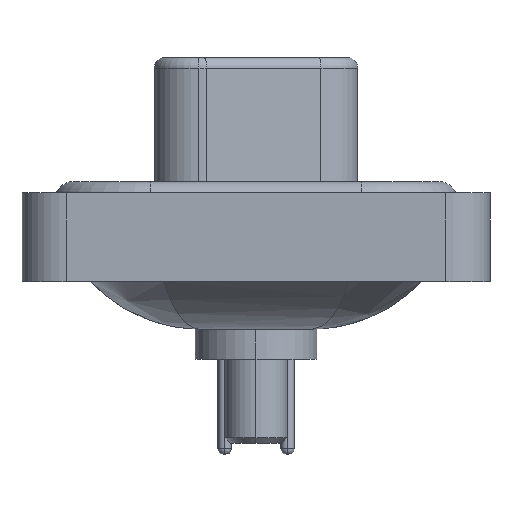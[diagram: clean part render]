
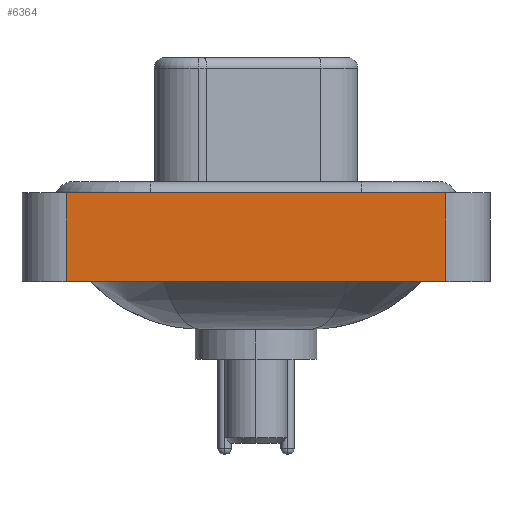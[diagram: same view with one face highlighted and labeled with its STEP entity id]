
A CAD part, left-side view. The second image highlights one B-rep face of the part: STEP entity #6364.
In plain terms, the highlighted planar face has unit normal (-1, 0, 0).
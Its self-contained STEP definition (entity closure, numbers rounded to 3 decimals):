
#210 = EDGE_LOOP ( 'NONE', ( #14409, #4231, #3898, #4828 ) ) ;
#701 = DIRECTION ( 'NONE',  ( 0., 0., 1. ) ) ;
#887 = CARTESIAN_POINT ( 'NONE',  ( -7.3, -8.55, 0.4 ) ) ;
#904 = LINE ( 'NONE', #18785, #15491 ) ;
#2191 = CARTESIAN_POINT ( 'NONE',  ( -7.3, 8.55, 0.4 ) ) ;
#2572 = DIRECTION ( 'NONE',  ( 0., 0., 1. ) ) ;
#2839 = EDGE_CURVE ( 'NONE', #16851, #12439, #904, .T. ) ;
#3230 = VERTEX_POINT ( 'NONE', #887 ) ;
#3575 = CARTESIAN_POINT ( 'NONE',  ( -7.3, -8.55, -3.6 ) ) ;
#3663 = VERTEX_POINT ( 'NONE', #2191 ) ;
#3898 = ORIENTED_EDGE ( 'NONE', *, *, #14594, .F. ) ;
#4185 = CARTESIAN_POINT ( 'NONE',  ( -7.3, -8.55, 0.4 ) ) ;
#4199 = DIRECTION ( 'NONE',  ( 0., 0., 1. ) ) ;
#4231 = ORIENTED_EDGE ( 'NONE', *, *, #16951, .F. ) ;
#4828 = ORIENTED_EDGE ( 'NONE', *, *, #2839, .T. ) ;
#5504 = LINE ( 'NONE', #15875, #11889 ) ;
#6364 = ADVANCED_FACE ( 'NONE', ( #7312 ), #14596, .T. ) ;
#6830 = LINE ( 'NONE', #12762, #8502 ) ;
#7312 = FACE_OUTER_BOUND ( 'NONE', #210, .T. ) ;
#7515 = VECTOR ( 'NONE', #11558, 1000. ) ;
#8502 = VECTOR ( 'NONE', #701, 1000. ) ;
#8673 = DIRECTION ( 'NONE',  ( -1., 0., 0. ) ) ;
#11314 = DIRECTION ( 'NONE',  ( 0., -1., 0. ) ) ;
#11558 = DIRECTION ( 'NONE',  ( 0., -1., 0. ) ) ;
#11889 = VECTOR ( 'NONE', #2572, 1000. ) ;
#12439 = VERTEX_POINT ( 'NONE', #3575 ) ;
#12608 = AXIS2_PLACEMENT_3D ( 'NONE', #17771, #8673, #4199 ) ;
#12762 = CARTESIAN_POINT ( 'NONE',  ( -7.3, 8.55, -3.6 ) ) ;
#13027 = LINE ( 'NONE', #4185, #7515 ) ;
#14409 = ORIENTED_EDGE ( 'NONE', *, *, #17835, .T. ) ;
#14594 = EDGE_CURVE ( 'NONE', #16851, #3663, #6830, .T. ) ;
#14596 = PLANE ( 'NONE',  #12608 ) ;
#14785 = CARTESIAN_POINT ( 'NONE',  ( -7.3, 8.55, -3.6 ) ) ;
#15491 = VECTOR ( 'NONE', #11314, 1000. ) ;
#15875 = CARTESIAN_POINT ( 'NONE',  ( -7.3, -8.55, -3.6 ) ) ;
#16851 = VERTEX_POINT ( 'NONE', #14785 ) ;
#16951 = EDGE_CURVE ( 'NONE', #3663, #3230, #13027, .T. ) ;
#17771 = CARTESIAN_POINT ( 'NONE',  ( -7.3, -8.55, -3.6 ) ) ;
#17835 = EDGE_CURVE ( 'NONE', #12439, #3230, #5504, .T. ) ;
#18785 = CARTESIAN_POINT ( 'NONE',  ( -7.3, -8.55, -3.6 ) ) ;
